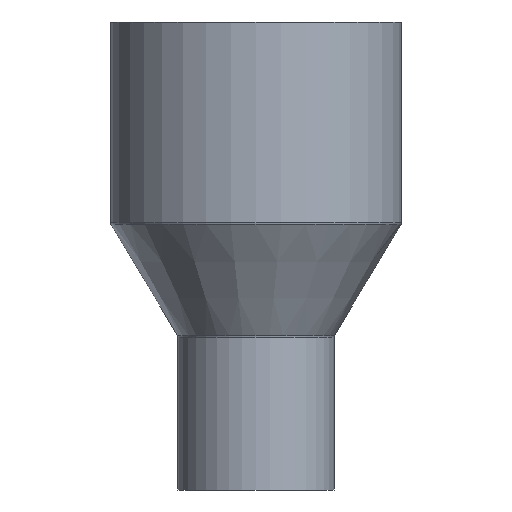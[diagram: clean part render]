
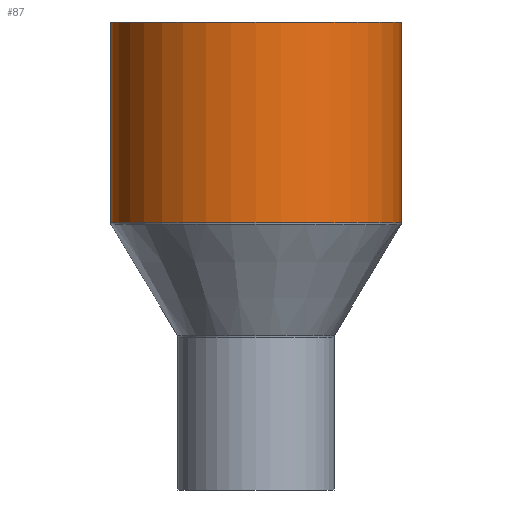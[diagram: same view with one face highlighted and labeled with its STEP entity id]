
A CAD part, front view. The second image highlights one B-rep face of the part: STEP entity #87.
In plain terms, the highlighted cylindrical face has radius 70 mm (diameter 140 mm), a partial arc.
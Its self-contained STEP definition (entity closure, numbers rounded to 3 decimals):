
#11 = AXIS2_PLACEMENT_3D ( 'NONE', #401, #300, #297 ) ;
#29 = EDGE_CURVE ( 'NONE', #89, #493, #603, .T. ) ;
#30 = LINE ( 'NONE', #262, #173 ) ;
#50 = VERTEX_POINT ( 'NONE', #102 ) ;
#53 = FACE_OUTER_BOUND ( 'NONE', #474, .T. ) ;
#64 = DIRECTION ( 'NONE',  ( 0., 0., -1. ) ) ;
#73 = AXIS2_PLACEMENT_3D ( 'NONE', #210, #147, #555 ) ;
#87 = ADVANCED_FACE ( 'NONE', ( #53 ), #309, .T. ) ;
#89 = VERTEX_POINT ( 'NONE', #99 ) ;
#98 = CARTESIAN_POINT ( 'NONE',  ( -70., 0., -16.533 ) ) ;
#99 = CARTESIAN_POINT ( 'NONE',  ( 70., 0., 24.399 ) ) ;
#102 = CARTESIAN_POINT ( 'NONE',  ( -70., 0., 120.843 ) ) ;
#113 = AXIS2_PLACEMENT_3D ( 'NONE', #613, #64, #152 ) ;
#122 = ORIENTED_EDGE ( 'NONE', *, *, #265, .F. ) ;
#130 = EDGE_CURVE ( 'NONE', #642, #50, #448, .T. ) ;
#137 = ORIENTED_EDGE ( 'NONE', *, *, #130, .T. ) ;
#147 = DIRECTION ( 'NONE',  ( 0., 0., -1. ) ) ;
#152 = DIRECTION ( 'NONE',  ( -1., 0., 0. ) ) ;
#173 = VECTOR ( 'NONE', #174, 1000. ) ;
#174 = DIRECTION ( 'NONE',  ( 0., 0., -1. ) ) ;
#210 = CARTESIAN_POINT ( 'NONE',  ( 0., 0., -16.533 ) ) ;
#262 = CARTESIAN_POINT ( 'NONE',  ( 70., 0., -16.533 ) ) ;
#265 = EDGE_CURVE ( 'NONE', #642, #89, #30, .T. ) ;
#294 = ORIENTED_EDGE ( 'NONE', *, *, #485, .T. ) ;
#297 = DIRECTION ( 'NONE',  ( -1., 0., 0. ) ) ;
#300 = DIRECTION ( 'NONE',  ( 0., 0., -1. ) ) ;
#309 = CYLINDRICAL_SURFACE ( 'NONE', #73, 70. ) ;
#358 = DIRECTION ( 'NONE',  ( 0., 0., -1. ) ) ;
#360 = CARTESIAN_POINT ( 'NONE',  ( -70., 0., 24.399 ) ) ;
#401 = CARTESIAN_POINT ( 'NONE',  ( 0., 0., 24.399 ) ) ;
#410 = CARTESIAN_POINT ( 'NONE',  ( 70., 0., 120.843 ) ) ;
#435 = LINE ( 'NONE', #98, #517 ) ;
#448 = CIRCLE ( 'NONE', #113, 70. ) ;
#474 = EDGE_LOOP ( 'NONE', ( #122, #137, #294, #589 ) ) ;
#485 = EDGE_CURVE ( 'NONE', #50, #493, #435, .T. ) ;
#493 = VERTEX_POINT ( 'NONE', #360 ) ;
#517 = VECTOR ( 'NONE', #358, 1000. ) ;
#555 = DIRECTION ( 'NONE',  ( -1., 0., 0. ) ) ;
#589 = ORIENTED_EDGE ( 'NONE', *, *, #29, .F. ) ;
#603 = CIRCLE ( 'NONE', #11, 70. ) ;
#613 = CARTESIAN_POINT ( 'NONE',  ( 0., 0., 120.843 ) ) ;
#642 = VERTEX_POINT ( 'NONE', #410 ) ;
